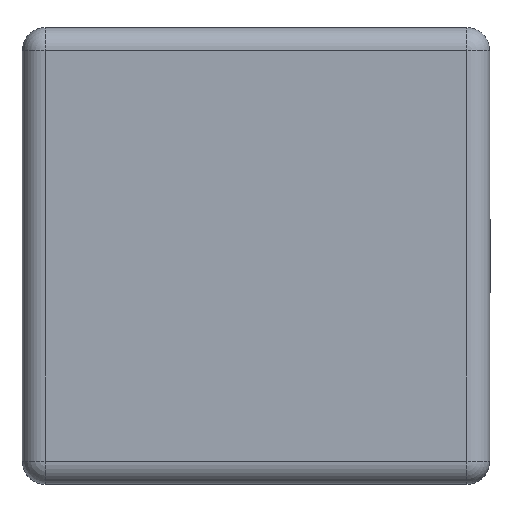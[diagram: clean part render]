
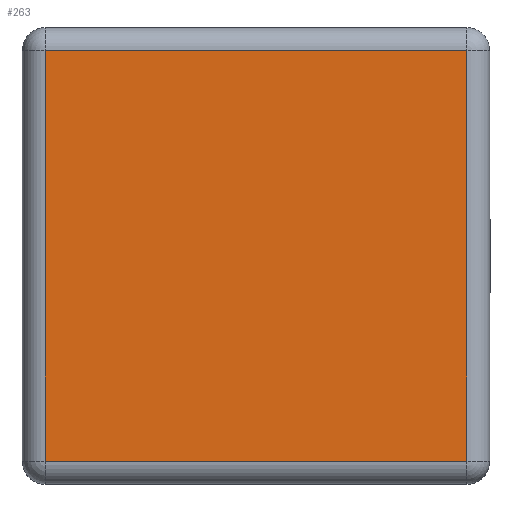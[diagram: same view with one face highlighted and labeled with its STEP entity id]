
A CAD part, top view. The second image highlights one B-rep face of the part: STEP entity #263.
In plain terms, the highlighted planar face has unit normal (0, 0, 1).
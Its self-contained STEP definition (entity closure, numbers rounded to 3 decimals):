
#13=DIRECTION('',(0.,0.,1.));
#27=VECTOR('',#28,1.);
#28=DIRECTION('',(0.,1.,0.));
#68=DIRECTION('',(1.,0.,0.));
#74=VERTEX_POINT('',#75);
#75=CARTESIAN_POINT('',(-5.82,-5.67,6.5));
#82=EDGE_CURVE('',#74,#83,#85,.T.);
#83=VERTEX_POINT('',#84);
#84=CARTESIAN_POINT('',(-5.82,5.67,6.5));
#85=LINE('',#75,#27);
#135=VECTOR('',#68,1.);
#263=ADVANCED_FACE('',(#264),#284,.T.);
#264=FACE_BOUND('',#265,.T.);
#265=EDGE_LOOP('',(#266,#267,#274,#281));
#266=ORIENTED_EDGE('',*,*,#82,.F.);
#267=ORIENTED_EDGE('',*,*,#268,.F.);
#268=EDGE_CURVE('',#269,#74,#271,.T.);
#269=VERTEX_POINT('',#270);
#270=CARTESIAN_POINT('',(5.82,-5.67,6.5));
#271=LINE('',#270,#272);
#272=VECTOR('',#273,1.);
#273=DIRECTION('',(-1.,-0.,-0.));
#274=ORIENTED_EDGE('',*,*,#275,.F.);
#275=EDGE_CURVE('',#276,#269,#278,.T.);
#276=VERTEX_POINT('',#277);
#277=CARTESIAN_POINT('',(5.82,5.67,6.5));
#278=LINE('',#277,#279);
#279=VECTOR('',#280,1.);
#280=DIRECTION('',(-0.,-1.,-0.));
#281=ORIENTED_EDGE('',*,*,#282,.F.);
#282=EDGE_CURVE('',#83,#276,#283,.T.);
#283=LINE('',#84,#135);
#284=PLANE('',#285);
#285=AXIS2_PLACEMENT_3D('',#286,#13,#68);
#286=CARTESIAN_POINT('',(-6.45,-6.3,6.5));
